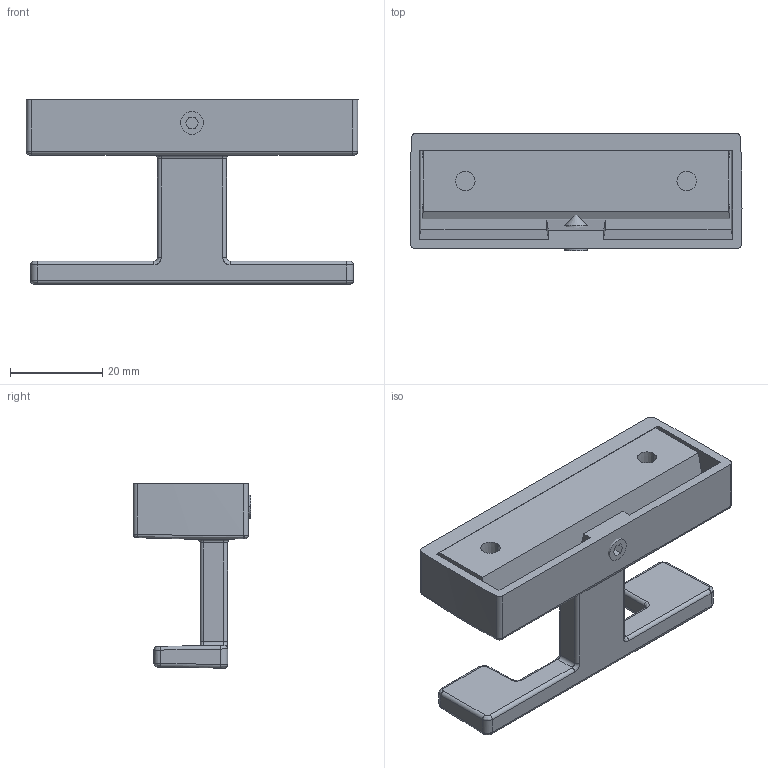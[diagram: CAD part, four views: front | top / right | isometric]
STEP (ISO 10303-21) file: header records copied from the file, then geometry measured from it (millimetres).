
FILE_DESCRIPTION(('Creo Elements/Direct Modeling STEP Export'),'2;1');
FILE_NAME('2621.stp','2023-07-17T14:28:49',(''),(''),'Creo Elements/Direct Modeling STEP processor for AP214 (Solid Model)','Creo Elements/Direct Modeling 20.0 12-Nov-2016 (C) Parametric Technology GmbH','');
FILE_SCHEMA(('AUTOMOTIVE_DESIGN { 1 0 10303 214 1 1 1 1 }'));
Length unit declared in the file: millimetre
Products named in the file (4): ZN-12084; D914M5X8S1.1; ZN-12083; ZN-12075
Assembly tree (3 placements, depth 2):
  ZN-12075
    ZN-12083
    D914M5X8S1.1
    ZN-12084
Bounding box: 72 x 25.5 x 39.99 mm (x, y, z)
Volume: 18718.2 mm3; surface area: 15469.6 mm2
Topology: 3 solids, 3 shells, 1174 faces, 3336 edges, 2205 vertices
Faces by surface type: plane 1081, cylinder 47, bspline 32, cone 14
Entity records: 40044 total; most frequent: CARTESIAN_POINT 9935, ORIENTED_EDGE 6668, DIRECTION 5459, EDGE_CURVE 3334, VECTOR 3159, LINE 3159, VERTEX_POINT 2205, EDGE_LOOP 1219
